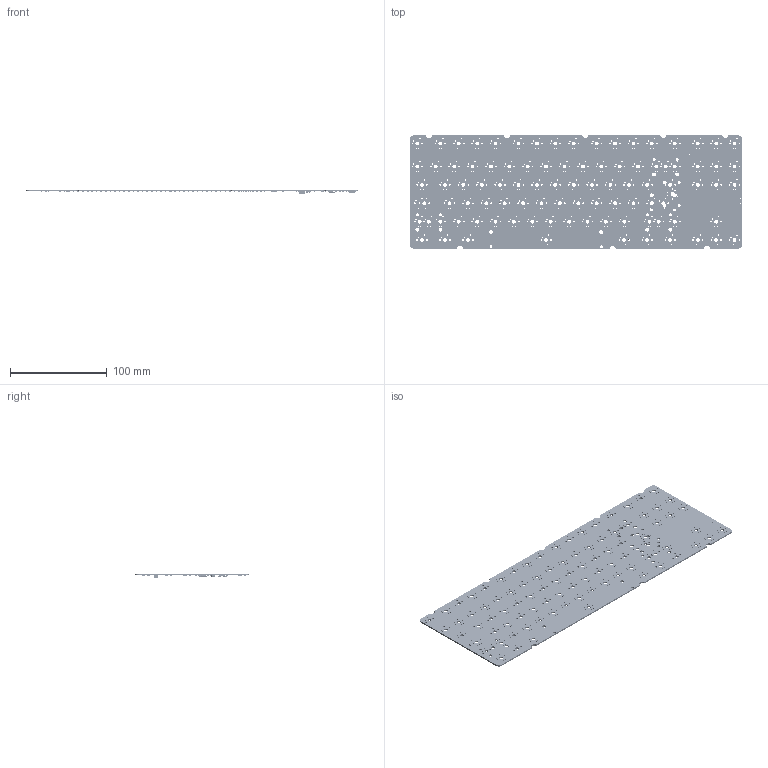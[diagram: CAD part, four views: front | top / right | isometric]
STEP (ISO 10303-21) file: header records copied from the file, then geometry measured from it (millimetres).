
FILE_DESCRIPTION(('KiCad electronic assembly'),'2;1');
FILE_NAME('cloudline_pcb3.step','2022-10-05T20:04:14',('Pcbnew'),( 'Kicad'),'Open CASCADE STEP processor 7.6','KiCad to STEP converter' ,'Unknown');
FILE_SCHEMA(('AUTOMOTIVE_DESIGN { 1 0 10303 214 1 1 1 1 }'));
Length unit declared in the file: millimetre
Products named in the file (22): cloudline_pcb3 1; C_0603_1608Metric; SOLID; D_SOD-123F; R_0603_1608Metric; SW_SPST_TL3342; SW_SPDT_PCM12; SOT-23-5; LQFP-48_7x7mm_P0.5mm; Fuse_1206_3216Metric; SOT-23; SM04B-SRSS-TB; cloudline PCB
Assembly tree (212 placements, depth 3):
  cloudline_pcb3 1
    C_0603_1608Metric  x9
      SOLID
    D_SOD-123F  x92
      SOLID
    R_0603_1608Metric  x93
      SOLID
    SW_SPST_TL3342
      SOLID
    SW_SPDT_PCM12
      SOLID
    SOT-23-5
      SOLID
    LQFP-48_7x7mm_P0.5mm
      SOLID
    Fuse_1206_3216Metric
      SOLID
    SOT-23
      SOLID
    SM04B-SRSS-TB
      SOLID
    cloudline PCB
Bounding box: 344 x 117.48 x 4.5 mm (x, y, z)
Volume: 61344 mm3; surface area: 86508.9 mm2
Topology: 203 solids, 204 shells, 7317 faces, 18464 edges, 11687 vertices
Faces by surface type: bspline 6552, cylinder 733, plane 32
Full cylindrical faces by diameter (mm): 0.3 x12, 0.9 x2, 1 x3, 1.04 x191, 1.47 x189, 1.75 x177, 3.048 x11, 3.988 x102
Entity records: 160844 total; most frequent: CARTESIAN_POINT 49113, ORIENTED_EDGE 12344, PCURVE 12344, DEFINITIONAL_REPRESENTATION 12344, B_SPLINE_CURVE_WITH_KNOTS 10549, DIRECTION 10247, EDGE_CURVE 6172, SURFACE_CURVE 5478
